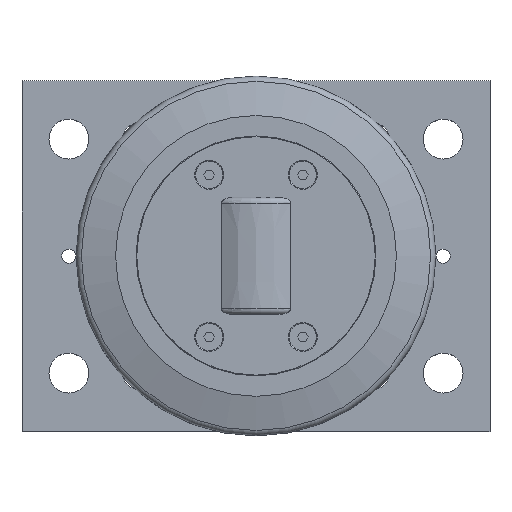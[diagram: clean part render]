
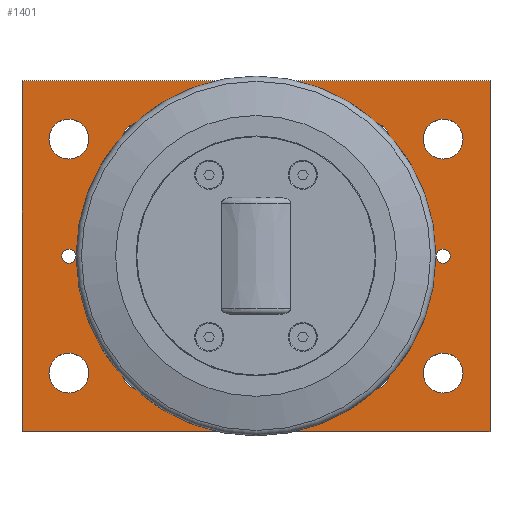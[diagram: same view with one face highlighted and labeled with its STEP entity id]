
A CAD part, top view. The second image highlights one B-rep face of the part: STEP entity #1401.
In plain terms, the highlighted planar face has unit normal (0, 0, 1).
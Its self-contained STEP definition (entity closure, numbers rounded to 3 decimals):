
#71=FACE_BOUND('',#323,.T.);
#72=FACE_BOUND('',#324,.T.);
#73=FACE_BOUND('',#325,.T.);
#74=FACE_BOUND('',#326,.T.);
#75=FACE_BOUND('',#327,.T.);
#76=FACE_BOUND('',#328,.T.);
#77=FACE_BOUND('',#329,.T.);
#78=FACE_BOUND('',#330,.T.);
#79=FACE_BOUND('',#331,.T.);
#80=FACE_BOUND('',#332,.T.);
#81=FACE_BOUND('',#333,.T.);
#130=CIRCLE('',#1531,3.);
#131=CIRCLE('',#1533,3.);
#132=CIRCLE('',#1535,8.5);
#133=CIRCLE('',#1537,8.5);
#134=CIRCLE('',#1539,8.5);
#135=CIRCLE('',#1541,8.5);
#136=CIRCLE('',#1543,6.918);
#137=CIRCLE('',#1544,6.918);
#138=CIRCLE('',#1546,6.918);
#139=CIRCLE('',#1547,6.918);
#140=CIRCLE('',#1549,6.918);
#141=CIRCLE('',#1550,6.918);
#142=CIRCLE('',#1552,6.918);
#143=CIRCLE('',#1553,6.918);
#144=CIRCLE('',#1555,51.);
#228=FACE_OUTER_BOUND('',#322,.T.);
#322=EDGE_LOOP('',(#1223,#1224,#1225,#1226));
#323=EDGE_LOOP('',(#1227,#1228));
#324=EDGE_LOOP('',(#1229,#1230));
#325=EDGE_LOOP('',(#1231,#1232));
#326=EDGE_LOOP('',(#1233,#1234));
#327=EDGE_LOOP('',(#1235));
#328=EDGE_LOOP('',(#1236));
#329=EDGE_LOOP('',(#1237));
#330=EDGE_LOOP('',(#1238));
#331=EDGE_LOOP('',(#1239));
#332=EDGE_LOOP('',(#1240));
#333=EDGE_LOOP('',(#1241));
#436=LINE('',#2350,#547);
#439=LINE('',#2355,#550);
#441=LINE('',#2359,#552);
#443=LINE('',#2362,#554);
#547=VECTOR('',#1865,10.);
#550=VECTOR('',#1870,10.);
#552=VECTOR('',#1874,10.);
#554=VECTOR('',#1878,10.);
#670=VERTEX_POINT('',#2348);
#671=VERTEX_POINT('',#2349);
#672=VERTEX_POINT('',#2354);
#673=VERTEX_POINT('',#2358);
#674=VERTEX_POINT('',#2364);
#675=VERTEX_POINT('',#2368);
#676=VERTEX_POINT('',#2372);
#677=VERTEX_POINT('',#2376);
#678=VERTEX_POINT('',#2380);
#679=VERTEX_POINT('',#2384);
#680=VERTEX_POINT('',#2388);
#681=VERTEX_POINT('',#2389);
#682=VERTEX_POINT('',#2394);
#683=VERTEX_POINT('',#2395);
#684=VERTEX_POINT('',#2400);
#685=VERTEX_POINT('',#2401);
#686=VERTEX_POINT('',#2406);
#687=VERTEX_POINT('',#2407);
#688=VERTEX_POINT('',#2412);
#845=EDGE_CURVE('',#670,#671,#436,.T.);
#848=EDGE_CURVE('',#672,#670,#439,.T.);
#850=EDGE_CURVE('',#673,#672,#441,.T.);
#852=EDGE_CURVE('',#671,#673,#443,.T.);
#853=EDGE_CURVE('',#674,#674,#130,.T.);
#855=EDGE_CURVE('',#675,#675,#131,.T.);
#857=EDGE_CURVE('',#676,#676,#132,.T.);
#859=EDGE_CURVE('',#677,#677,#133,.T.);
#861=EDGE_CURVE('',#678,#678,#134,.T.);
#863=EDGE_CURVE('',#679,#679,#135,.T.);
#865=EDGE_CURVE('',#680,#681,#136,.T.);
#866=EDGE_CURVE('',#681,#680,#137,.T.);
#868=EDGE_CURVE('',#682,#683,#138,.T.);
#869=EDGE_CURVE('',#683,#682,#139,.T.);
#871=EDGE_CURVE('',#684,#685,#140,.T.);
#872=EDGE_CURVE('',#685,#684,#141,.T.);
#874=EDGE_CURVE('',#686,#687,#142,.T.);
#875=EDGE_CURVE('',#687,#686,#143,.T.);
#877=EDGE_CURVE('',#688,#688,#144,.T.);
#1223=ORIENTED_EDGE('',*,*,#852,.F.);
#1224=ORIENTED_EDGE('',*,*,#845,.F.);
#1225=ORIENTED_EDGE('',*,*,#848,.F.);
#1226=ORIENTED_EDGE('',*,*,#850,.F.);
#1227=ORIENTED_EDGE('',*,*,#874,.T.);
#1228=ORIENTED_EDGE('',*,*,#875,.T.);
#1229=ORIENTED_EDGE('',*,*,#871,.T.);
#1230=ORIENTED_EDGE('',*,*,#872,.T.);
#1231=ORIENTED_EDGE('',*,*,#868,.T.);
#1232=ORIENTED_EDGE('',*,*,#869,.T.);
#1233=ORIENTED_EDGE('',*,*,#865,.T.);
#1234=ORIENTED_EDGE('',*,*,#866,.T.);
#1235=ORIENTED_EDGE('',*,*,#863,.T.);
#1236=ORIENTED_EDGE('',*,*,#861,.T.);
#1237=ORIENTED_EDGE('',*,*,#859,.T.);
#1238=ORIENTED_EDGE('',*,*,#857,.T.);
#1239=ORIENTED_EDGE('',*,*,#855,.T.);
#1240=ORIENTED_EDGE('',*,*,#853,.T.);
#1241=ORIENTED_EDGE('',*,*,#877,.T.);
#1333=PLANE('',#1554);
#1401=ADVANCED_FACE('',(#228,#71,#72,#73,#74,#75,#76,#77,#78,#79,#80,#81),
#1333,.T.);
#1531=AXIS2_PLACEMENT_3D('',#2365,#1881,#1882);
#1533=AXIS2_PLACEMENT_3D('',#2369,#1886,#1887);
#1535=AXIS2_PLACEMENT_3D('',#2373,#1891,#1892);
#1537=AXIS2_PLACEMENT_3D('',#2377,#1896,#1897);
#1539=AXIS2_PLACEMENT_3D('',#2381,#1901,#1902);
#1541=AXIS2_PLACEMENT_3D('',#2385,#1906,#1907);
#1543=AXIS2_PLACEMENT_3D('',#2390,#1911,#1912);
#1544=AXIS2_PLACEMENT_3D('',#2391,#1913,#1914);
#1546=AXIS2_PLACEMENT_3D('',#2396,#1918,#1919);
#1547=AXIS2_PLACEMENT_3D('',#2397,#1920,#1921);
#1549=AXIS2_PLACEMENT_3D('',#2402,#1925,#1926);
#1550=AXIS2_PLACEMENT_3D('',#2403,#1927,#1928);
#1552=AXIS2_PLACEMENT_3D('',#2408,#1932,#1933);
#1553=AXIS2_PLACEMENT_3D('',#2409,#1934,#1935);
#1554=AXIS2_PLACEMENT_3D('',#2411,#1937,#1938);
#1555=AXIS2_PLACEMENT_3D('',#2413,#1939,#1940);
#1865=DIRECTION('',(-1.,0.,0.));
#1870=DIRECTION('',(0.,-1.,0.));
#1874=DIRECTION('',(1.,0.,0.));
#1878=DIRECTION('',(0.,1.,0.));
#1881=DIRECTION('center_axis',(0.,0.,-1.));
#1882=DIRECTION('ref_axis',(-1.,0.,0.));
#1886=DIRECTION('center_axis',(0.,0.,-1.));
#1887=DIRECTION('ref_axis',(-1.,0.,0.));
#1891=DIRECTION('center_axis',(0.,0.,-1.));
#1892=DIRECTION('ref_axis',(-1.,0.,0.));
#1896=DIRECTION('center_axis',(0.,0.,-1.));
#1897=DIRECTION('ref_axis',(-1.,0.,0.));
#1901=DIRECTION('center_axis',(0.,0.,-1.));
#1902=DIRECTION('ref_axis',(-1.,0.,0.));
#1906=DIRECTION('center_axis',(0.,0.,-1.));
#1907=DIRECTION('ref_axis',(-1.,0.,0.));
#1911=DIRECTION('center_axis',(0.,0.,-1.));
#1912=DIRECTION('ref_axis',(1.,0.,0.));
#1913=DIRECTION('center_axis',(0.,0.,-1.));
#1914=DIRECTION('ref_axis',(1.,0.,0.));
#1918=DIRECTION('center_axis',(0.,0.,-1.));
#1919=DIRECTION('ref_axis',(1.,0.,0.));
#1920=DIRECTION('center_axis',(0.,0.,-1.));
#1921=DIRECTION('ref_axis',(1.,0.,0.));
#1925=DIRECTION('center_axis',(0.,0.,-1.));
#1926=DIRECTION('ref_axis',(1.,0.,0.));
#1927=DIRECTION('center_axis',(0.,0.,-1.));
#1928=DIRECTION('ref_axis',(1.,0.,0.));
#1932=DIRECTION('center_axis',(0.,0.,-1.));
#1933=DIRECTION('ref_axis',(1.,0.,0.));
#1934=DIRECTION('center_axis',(0.,0.,-1.));
#1935=DIRECTION('ref_axis',(1.,0.,0.));
#1937=DIRECTION('center_axis',(0.,0.,1.));
#1938=DIRECTION('ref_axis',(1.,0.,0.));
#1939=DIRECTION('center_axis',(0.,0.,-1.));
#1940=DIRECTION('ref_axis',(0.,-1.,0.));
#2348=CARTESIAN_POINT('',(200.,0.,20.));
#2349=CARTESIAN_POINT('',(0.,0.,20.));
#2350=CARTESIAN_POINT('',(0.,0.,20.));
#2354=CARTESIAN_POINT('',(200.,150.,20.));
#2355=CARTESIAN_POINT('',(200.,0.,20.));
#2358=CARTESIAN_POINT('',(0.,150.,20.));
#2359=CARTESIAN_POINT('',(200.,150.,20.));
#2362=CARTESIAN_POINT('',(0.,150.,20.));
#2364=CARTESIAN_POINT('',(23.,75.,20.));
#2365=CARTESIAN_POINT('Origin',(20.,75.,20.));
#2368=CARTESIAN_POINT('',(183.,75.,20.));
#2369=CARTESIAN_POINT('Origin',(180.,75.,20.));
#2372=CARTESIAN_POINT('',(188.5,125.,20.));
#2373=CARTESIAN_POINT('Origin',(180.,125.,20.));
#2376=CARTESIAN_POINT('',(188.5,25.,20.));
#2377=CARTESIAN_POINT('Origin',(180.,25.,20.));
#2380=CARTESIAN_POINT('',(28.5,125.,20.));
#2381=CARTESIAN_POINT('Origin',(20.,125.,20.));
#2384=CARTESIAN_POINT('',(28.5,25.,20.));
#2385=CARTESIAN_POINT('Origin',(20.,25.,20.));
#2388=CARTESIAN_POINT('',(56.918,125.,20.));
#2389=CARTESIAN_POINT('',(43.083,125.,20.));
#2390=CARTESIAN_POINT('Origin',(50.,125.,20.));
#2391=CARTESIAN_POINT('Origin',(50.,125.,20.));
#2394=CARTESIAN_POINT('',(156.918,125.,20.));
#2395=CARTESIAN_POINT('',(143.083,125.,20.));
#2396=CARTESIAN_POINT('Origin',(150.,125.,20.));
#2397=CARTESIAN_POINT('Origin',(150.,125.,20.));
#2400=CARTESIAN_POINT('',(156.918,25.,20.));
#2401=CARTESIAN_POINT('',(143.083,25.,20.));
#2402=CARTESIAN_POINT('Origin',(150.,25.,20.));
#2403=CARTESIAN_POINT('Origin',(150.,25.,20.));
#2406=CARTESIAN_POINT('',(56.918,25.,20.));
#2407=CARTESIAN_POINT('',(43.083,25.,20.));
#2408=CARTESIAN_POINT('Origin',(50.,25.,20.));
#2409=CARTESIAN_POINT('Origin',(50.,25.,20.));
#2411=CARTESIAN_POINT('Origin',(100.,75.,20.));
#2412=CARTESIAN_POINT('',(100.,126.,20.));
#2413=CARTESIAN_POINT('Origin',(100.,75.,20.));
